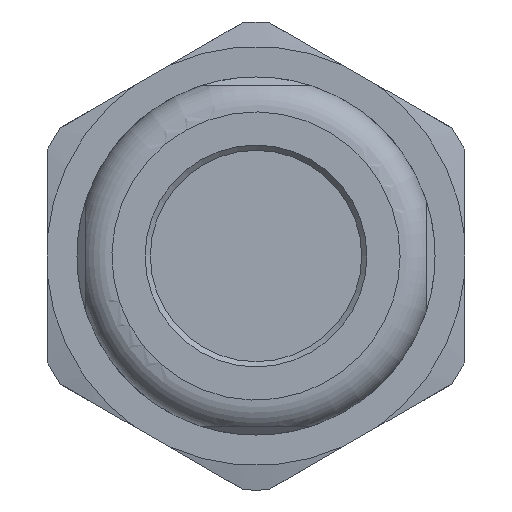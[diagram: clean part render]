
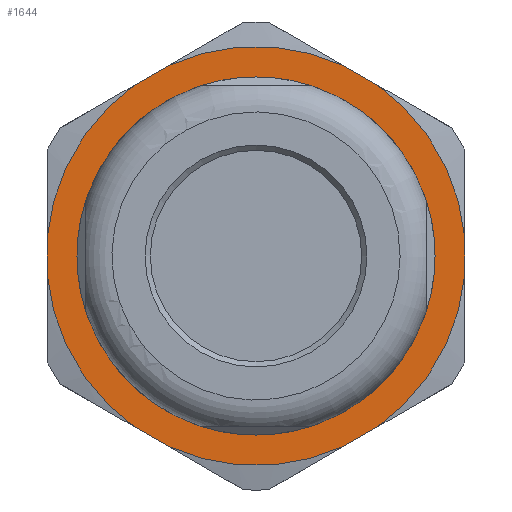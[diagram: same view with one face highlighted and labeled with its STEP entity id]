
A CAD part, front view. The second image highlights one B-rep face of the part: STEP entity #1644.
In plain terms, the highlighted planar face has unit normal (0, -1, 0).
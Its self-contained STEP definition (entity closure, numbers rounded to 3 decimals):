
#170=PLANE('',#14122);
#1644=ADVANCED_FACE('',(#4682,#4683),#170,.T.);
#3697=LINE('',#32440,#4288);
#3705=LINE('',#32467,#4296);
#3713=LINE('',#32494,#4304);
#3736=LINE('',#32585,#4327);
#3743=LINE('',#32621,#4334);
#3744=LINE('',#32655,#4335);
#4288=VECTOR('',#15796,1.);
#4296=VECTOR('',#15806,1.);
#4304=VECTOR('',#15816,1.);
#4327=VECTOR('',#15903,1.);
#4334=VECTOR('',#15936,1.);
#4335=VECTOR('',#15963,1.);
#4682=FACE_BOUND('',#5254,.T.);
#4683=FACE_BOUND('',#5255,.T.);
#5254=EDGE_LOOP('',(#8134));
#5255=EDGE_LOOP('',(#8135,#8136,#8137,#8138,#8139,#8140,#8141,#8142,#8143,
#8144,#8145,#8146));
#8134=ORIENTED_EDGE('',*,*,#11882,.T.);
#8135=ORIENTED_EDGE('',*,*,#12462,.F.);
#8136=ORIENTED_EDGE('',*,*,#12452,.F.);
#8137=ORIENTED_EDGE('',*,*,#12460,.F.);
#8138=ORIENTED_EDGE('',*,*,#12437,.F.);
#8139=ORIENTED_EDGE('',*,*,#12459,.T.);
#8140=ORIENTED_EDGE('',*,*,#12394,.T.);
#8141=ORIENTED_EDGE('',*,*,#12458,.T.);
#8142=ORIENTED_EDGE('',*,*,#12384,.F.);
#8143=ORIENTED_EDGE('',*,*,#12457,.T.);
#8144=ORIENTED_EDGE('',*,*,#12374,.F.);
#8145=ORIENTED_EDGE('',*,*,#12456,.T.);
#8146=ORIENTED_EDGE('',*,*,#12463,.T.);
#10316=VERTEX_POINT('',#28407);
#10585=VERTEX_POINT('',#32441);
#10586=VERTEX_POINT('',#32442);
#10595=VERTEX_POINT('',#32468);
#10596=VERTEX_POINT('',#32469);
#10605=VERTEX_POINT('',#32495);
#10606=VERTEX_POINT('',#32496);
#10633=VERTEX_POINT('',#32586);
#10634=VERTEX_POINT('',#32587);
#10641=VERTEX_POINT('',#32622);
#10642=VERTEX_POINT('',#32623);
#10643=VERTEX_POINT('',#32637);
#10644=VERTEX_POINT('',#32652);
#11882=EDGE_CURVE('',#10316,#10316,#13321,.T.);
#12374=EDGE_CURVE('',#10585,#10586,#3697,.T.);
#12384=EDGE_CURVE('',#10595,#10596,#3705,.T.);
#12394=EDGE_CURVE('',#10605,#10606,#3713,.T.);
#12437=EDGE_CURVE('',#10633,#10634,#3736,.T.);
#12452=EDGE_CURVE('',#10641,#10642,#3743,.T.);
#12456=EDGE_CURVE('',#10585,#10643,#13419,.T.);
#12457=EDGE_CURVE('',#10595,#10586,#13420,.T.);
#12458=EDGE_CURVE('',#10606,#10596,#13421,.T.);
#12459=EDGE_CURVE('',#10633,#10605,#13422,.T.);
#12460=EDGE_CURVE('',#10634,#10641,#13423,.T.);
#12462=EDGE_CURVE('',#10642,#10644,#13424,.T.);
#12463=EDGE_CURVE('',#10643,#10644,#3744,.T.);
#13321=CIRCLE('',#13766,10.25);
#13419=CIRCLE('',#14109,12.);
#13420=CIRCLE('',#14111,12.);
#13421=CIRCLE('',#14113,12.);
#13422=CIRCLE('',#14115,12.);
#13423=CIRCLE('',#14117,12.);
#13424=CIRCLE('',#14119,12.);
#13766=AXIS2_PLACEMENT_3D('',#28406,#15135,#15136);
#14109=AXIS2_PLACEMENT_3D('',#32638,#15939,#15940);
#14111=AXIS2_PLACEMENT_3D('',#32640,#15943,#15944);
#14113=AXIS2_PLACEMENT_3D('',#32642,#15947,#15948);
#14115=AXIS2_PLACEMENT_3D('',#32644,#15951,#15952);
#14117=AXIS2_PLACEMENT_3D('',#32646,#15955,#15956);
#14119=AXIS2_PLACEMENT_3D('',#32653,#15959,#15960);
#14122=AXIS2_PLACEMENT_3D('',#32657,#15966,#15967);
#15135=DIRECTION('',(0.,1.,0.));
#15136=DIRECTION('',(0.,0.,-1.));
#15796=DIRECTION('',(-0.866,0.,0.5));
#15806=DIRECTION('',(0.,0.,1.));
#15816=DIRECTION('',(-0.866,0.,-0.5));
#15903=DIRECTION('',(0.866,0.,-0.5));
#15936=DIRECTION('',(0.,0.,-1.));
#15939=DIRECTION('',(0.,-1.,0.));
#15940=DIRECTION('',(-0.419,0.,-0.908));
#15943=DIRECTION('',(0.,-1.,0.));
#15944=DIRECTION('',(-0.996,0.,-0.091));
#15947=DIRECTION('',(0.,-1.,0.));
#15948=DIRECTION('',(-0.577,0.,0.817));
#15951=DIRECTION('',(0.,-1.,0.));
#15952=DIRECTION('',(0.419,0.,0.908));
#15955=DIRECTION('',(0.,1.,0.));
#15956=DIRECTION('',(0.577,0.,0.817));
#15959=DIRECTION('',(0.,1.,0.));
#15960=DIRECTION('',(0.996,0.,-0.091));
#15963=DIRECTION('',(0.866,0.,0.5));
#15966=DIRECTION('',(0.,-1.,0.));
#15967=DIRECTION('',(0.,0.,-1.));
#28406=CARTESIAN_POINT('',(0.,-19.25,0.));
#28407=CARTESIAN_POINT('',(0.,-19.25,-10.25));
#32440=CARTESIAN_POINT('',(-5.027,-19.25,-10.896));
#32441=CARTESIAN_POINT('',(-5.027,-19.25,-10.896));
#32442=CARTESIAN_POINT('',(-6.923,-19.25,-9.802));
#32467=CARTESIAN_POINT('',(-11.95,-19.25,-1.094));
#32468=CARTESIAN_POINT('',(-11.95,-19.25,-1.094));
#32469=CARTESIAN_POINT('',(-11.95,-19.25,1.094));
#32494=CARTESIAN_POINT('',(-5.027,-19.25,10.896));
#32495=CARTESIAN_POINT('',(-5.027,-19.25,10.896));
#32496=CARTESIAN_POINT('',(-6.923,-19.25,9.802));
#32585=CARTESIAN_POINT('',(5.027,-19.25,10.896));
#32586=CARTESIAN_POINT('',(5.027,-19.25,10.896));
#32587=CARTESIAN_POINT('',(6.923,-19.25,9.802));
#32621=CARTESIAN_POINT('',(11.95,-19.25,1.094));
#32622=CARTESIAN_POINT('',(11.95,-19.25,1.094));
#32623=CARTESIAN_POINT('',(11.95,-19.25,-1.094));
#32637=CARTESIAN_POINT('',(5.027,-19.25,-10.896));
#32638=CARTESIAN_POINT('',(0.,-19.25,0.));
#32640=CARTESIAN_POINT('',(0.,-19.25,0.));
#32642=CARTESIAN_POINT('',(0.,-19.25,0.));
#32644=CARTESIAN_POINT('',(0.,-19.25,0.));
#32646=CARTESIAN_POINT('',(0.,-19.25,0.));
#32652=CARTESIAN_POINT('',(6.923,-19.25,-9.802));
#32653=CARTESIAN_POINT('',(0.,-19.25,0.));
#32655=CARTESIAN_POINT('',(5.027,-19.25,-10.896));
#32657=CARTESIAN_POINT('',(0.,-19.25,0.));
